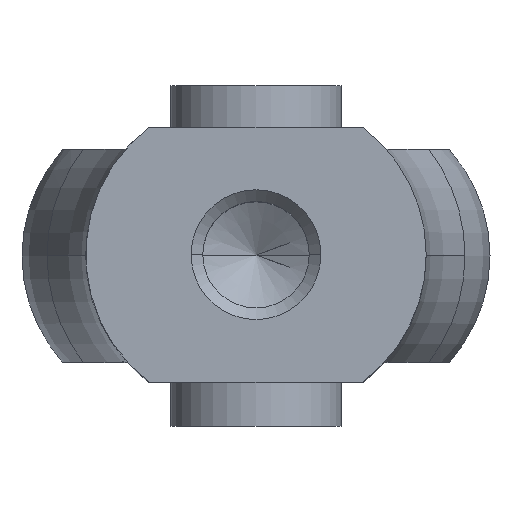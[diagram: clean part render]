
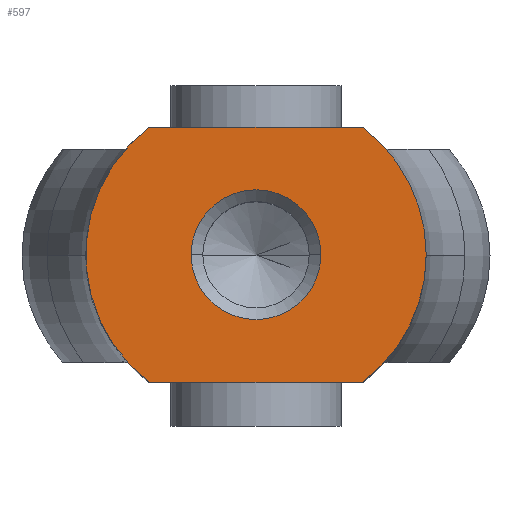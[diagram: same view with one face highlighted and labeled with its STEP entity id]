
A CAD part, top view. The second image highlights one B-rep face of the part: STEP entity #597.
In plain terms, the highlighted planar face has unit normal (0, 0, 1).
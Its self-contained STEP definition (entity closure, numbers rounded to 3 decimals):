
#7 = DIRECTION ( 'NONE',  ( 1., 0., 0. ) ) ;
#14 = EDGE_CURVE ( 'NONE', #1360, #145, #1029, .T. ) ;
#41 = CIRCLE ( 'NONE', #991, 1.525 ) ;
#56 = FACE_OUTER_BOUND ( 'NONE', #620, .T. ) ;
#62 = ORIENTED_EDGE ( 'NONE', *, *, #119, .T. ) ;
#119 = EDGE_CURVE ( 'NONE', #804, #332, #1206, .T. ) ;
#127 = CARTESIAN_POINT ( 'NONE',  ( -2.5, 3., 18. ) ) ;
#140 = EDGE_CURVE ( 'NONE', #332, #453, #1409, .T. ) ;
#145 = VERTEX_POINT ( 'NONE', #1122 ) ;
#167 = DIRECTION ( 'NONE',  ( 0., 0., 1. ) ) ;
#187 = LINE ( 'NONE', #378, #1495 ) ;
#252 = DIRECTION ( 'NONE',  ( 0., 0., -1. ) ) ;
#306 = CARTESIAN_POINT ( 'NONE',  ( -1.525, 0., 18. ) ) ;
#314 = FACE_BOUND ( 'NONE', #652, .T. ) ;
#322 = ORIENTED_EDGE ( 'NONE', *, *, #596, .F. ) ;
#332 = VERTEX_POINT ( 'NONE', #642 ) ;
#336 = CARTESIAN_POINT ( 'NONE',  ( 2.5, 3., 18. ) ) ;
#366 = DIRECTION ( 'NONE',  ( 0., 0., 1. ) ) ;
#378 = CARTESIAN_POINT ( 'NONE',  ( -2.5, -3., 18. ) ) ;
#453 = VERTEX_POINT ( 'NONE', #336 ) ;
#480 = DIRECTION ( 'NONE',  ( 1., 0., 0. ) ) ;
#502 = CARTESIAN_POINT ( 'NONE',  ( 2.5, -3., 18. ) ) ;
#527 = EDGE_CURVE ( 'NONE', #1171, #1257, #41, .T. ) ;
#533 = CARTESIAN_POINT ( 'NONE',  ( 1.525, 0., 18. ) ) ;
#558 = ORIENTED_EDGE ( 'NONE', *, *, #14, .F. ) ;
#590 = CARTESIAN_POINT ( 'NONE',  ( 0., 0., 18. ) ) ;
#595 = DIRECTION ( 'NONE',  ( 0., 0., 1. ) ) ;
#596 = EDGE_CURVE ( 'NONE', #145, #453, #1408, .T. ) ;
#597 = ADVANCED_FACE ( 'NONE', ( #314, #56 ), #1519, .F. ) ;
#620 = EDGE_LOOP ( 'NONE', ( #1496, #62, #1345, #322, #558 ) ) ;
#642 = CARTESIAN_POINT ( 'NONE',  ( 4., 0., 18. ) ) ;
#652 = EDGE_LOOP ( 'NONE', ( #1431, #1294 ) ) ;
#666 = EDGE_CURVE ( 'NONE', #1360, #804, #187, .T. ) ;
#679 = EDGE_CURVE ( 'NONE', #1257, #1171, #1198, .T. ) ;
#697 = DIRECTION ( 'NONE',  ( 0., 0., -1. ) ) ;
#712 = DIRECTION ( 'NONE',  ( 1., 0., 0. ) ) ;
#773 = DIRECTION ( 'NONE',  ( 1., 0., 0. ) ) ;
#804 = VERTEX_POINT ( 'NONE', #502 ) ;
#933 = AXIS2_PLACEMENT_3D ( 'NONE', #986, #167, #1152 ) ;
#956 = AXIS2_PLACEMENT_3D ( 'NONE', #127, #252, #1225 ) ;
#986 = CARTESIAN_POINT ( 'NONE',  ( 0., 0., 18. ) ) ;
#991 = AXIS2_PLACEMENT_3D ( 'NONE', #590, #1513, #712 ) ;
#1026 = AXIS2_PLACEMENT_3D ( 'NONE', #1227, #366, #1323 ) ;
#1029 = CIRCLE ( 'NONE', #1040, 3.75 ) ;
#1030 = AXIS2_PLACEMENT_3D ( 'NONE', #1416, #595, #1517 ) ;
#1040 = AXIS2_PLACEMENT_3D ( 'NONE', #1499, #697, #7 ) ;
#1107 = VECTOR ( 'NONE', #773, 1000. ) ;
#1122 = CARTESIAN_POINT ( 'NONE',  ( -2.5, 3., 18. ) ) ;
#1152 = DIRECTION ( 'NONE',  ( 1., 0., 0. ) ) ;
#1171 = VERTEX_POINT ( 'NONE', #306 ) ;
#1198 = CIRCLE ( 'NONE', #933, 1.525 ) ;
#1206 = CIRCLE ( 'NONE', #1030, 3.75 ) ;
#1225 = DIRECTION ( 'NONE',  ( -1., 0., 0. ) ) ;
#1227 = CARTESIAN_POINT ( 'NONE',  ( 0.25, 0., 18. ) ) ;
#1257 = VERTEX_POINT ( 'NONE', #533 ) ;
#1294 = ORIENTED_EDGE ( 'NONE', *, *, #527, .F. ) ;
#1323 = DIRECTION ( 'NONE',  ( -1., 0., 0. ) ) ;
#1345 = ORIENTED_EDGE ( 'NONE', *, *, #140, .T. ) ;
#1360 = VERTEX_POINT ( 'NONE', #1386 ) ;
#1386 = CARTESIAN_POINT ( 'NONE',  ( -2.5, -3., 18. ) ) ;
#1408 = LINE ( 'NONE', #1460, #1107 ) ;
#1409 = CIRCLE ( 'NONE', #1026, 3.75 ) ;
#1416 = CARTESIAN_POINT ( 'NONE',  ( 0.25, 0., 18. ) ) ;
#1431 = ORIENTED_EDGE ( 'NONE', *, *, #679, .F. ) ;
#1460 = CARTESIAN_POINT ( 'NONE',  ( -2.5, 3., 18. ) ) ;
#1495 = VECTOR ( 'NONE', #480, 1000. ) ;
#1496 = ORIENTED_EDGE ( 'NONE', *, *, #666, .T. ) ;
#1499 = CARTESIAN_POINT ( 'NONE',  ( -0.25, 0., 18. ) ) ;
#1513 = DIRECTION ( 'NONE',  ( 0., 0., 1. ) ) ;
#1517 = DIRECTION ( 'NONE',  ( -1., 0., 0. ) ) ;
#1519 = PLANE ( 'NONE',  #956 ) ;
